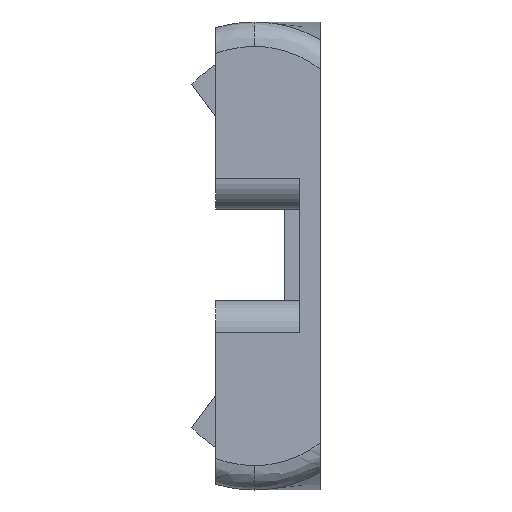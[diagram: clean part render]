
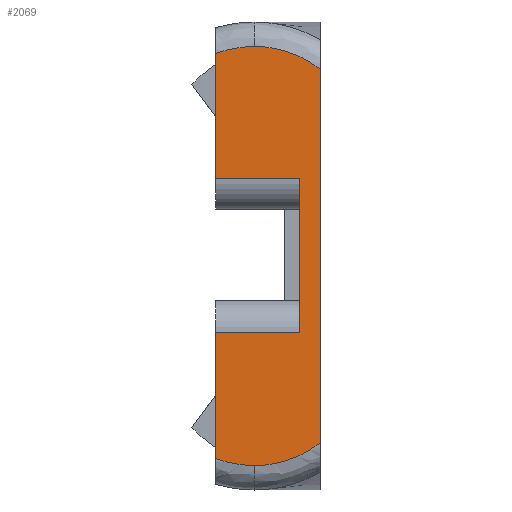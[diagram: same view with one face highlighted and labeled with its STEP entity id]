
A CAD part, front view. The second image highlights one B-rep face of the part: STEP entity #2069.
In plain terms, the highlighted planar face has unit normal (0, -1, 0).
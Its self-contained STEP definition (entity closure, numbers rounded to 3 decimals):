
#117=CIRCLE('',#2202,15.62);
#118=CIRCLE('',#2203,15.332);
#119=CIRCLE('',#2204,15.466);
#120=CIRCLE('',#2205,15.466);
#121=CIRCLE('',#2206,15.332);
#122=CIRCLE('',#2207,15.62);
#205=FACE_OUTER_BOUND('',#310,.T.);
#310=EDGE_LOOP('',(#1446,#1447,#1448,#1449,#1450,#1451,#1452,#1453,#1454,
#1455,#1456,#1457));
#486=LINE('',#3136,#688);
#487=LINE('',#3138,#689);
#488=LINE('',#3140,#690);
#489=LINE('',#3142,#691);
#490=LINE('',#3150,#692);
#491=LINE('',#3157,#693);
#688=VECTOR('',#2481,25.4);
#689=VECTOR('',#2482,25.4);
#690=VECTOR('',#2483,25.4);
#691=VECTOR('',#2484,25.4);
#692=VECTOR('',#2491,25.4);
#693=VECTOR('',#2498,25.4);
#902=VERTEX_POINT('',#3134);
#903=VERTEX_POINT('',#3135);
#904=VERTEX_POINT('',#3137);
#905=VERTEX_POINT('',#3139);
#906=VERTEX_POINT('',#3141);
#907=VERTEX_POINT('',#3143);
#908=VERTEX_POINT('',#3145);
#909=VERTEX_POINT('',#3147);
#910=VERTEX_POINT('',#3149);
#911=VERTEX_POINT('',#3151);
#912=VERTEX_POINT('',#3153);
#913=VERTEX_POINT('',#3155);
#1123=EDGE_CURVE('',#902,#903,#486,.T.);
#1124=EDGE_CURVE('',#903,#904,#487,.F.);
#1125=EDGE_CURVE('',#904,#905,#488,.T.);
#1126=EDGE_CURVE('',#905,#906,#489,.T.);
#1127=EDGE_CURVE('',#907,#906,#117,.T.);
#1128=EDGE_CURVE('',#908,#907,#118,.T.);
#1129=EDGE_CURVE('',#909,#908,#119,.T.);
#1130=EDGE_CURVE('',#909,#910,#490,.T.);
#1131=EDGE_CURVE('',#911,#910,#120,.T.);
#1132=EDGE_CURVE('',#912,#911,#121,.T.);
#1133=EDGE_CURVE('',#913,#912,#122,.T.);
#1134=EDGE_CURVE('',#913,#902,#491,.T.);
#1446=ORIENTED_EDGE('',*,*,#1123,.T.);
#1447=ORIENTED_EDGE('',*,*,#1124,.T.);
#1448=ORIENTED_EDGE('',*,*,#1125,.T.);
#1449=ORIENTED_EDGE('',*,*,#1126,.T.);
#1450=ORIENTED_EDGE('',*,*,#1127,.F.);
#1451=ORIENTED_EDGE('',*,*,#1128,.F.);
#1452=ORIENTED_EDGE('',*,*,#1129,.F.);
#1453=ORIENTED_EDGE('',*,*,#1130,.T.);
#1454=ORIENTED_EDGE('',*,*,#1131,.F.);
#1455=ORIENTED_EDGE('',*,*,#1132,.F.);
#1456=ORIENTED_EDGE('',*,*,#1133,.F.);
#1457=ORIENTED_EDGE('',*,*,#1134,.T.);
#2007=PLANE('',#2201);
#2069=ADVANCED_FACE('',(#205),#2007,.T.);
#2201=AXIS2_PLACEMENT_3D('',#3133,#2479,#2480);
#2202=AXIS2_PLACEMENT_3D('',#3144,#2485,#2486);
#2203=AXIS2_PLACEMENT_3D('',#3146,#2487,#2488);
#2204=AXIS2_PLACEMENT_3D('',#3148,#2489,#2490);
#2205=AXIS2_PLACEMENT_3D('',#3152,#2492,#2493);
#2206=AXIS2_PLACEMENT_3D('',#3154,#2494,#2495);
#2207=AXIS2_PLACEMENT_3D('',#3156,#2496,#2497);
#2479=DIRECTION('center_axis',(0.,-1.,0.));
#2480=DIRECTION('ref_axis',(1.,0.,0.));
#2481=DIRECTION('',(1.,0.,0.));
#2482=DIRECTION('',(0.,0.,1.));
#2483=DIRECTION('',(-1.,0.,0.));
#2484=DIRECTION('',(0.,0.,-1.));
#2485=DIRECTION('center_axis',(0.,1.,0.));
#2486=DIRECTION('ref_axis',(0.,0.,-1.));
#2487=DIRECTION('center_axis',(0.,1.,0.));
#2488=DIRECTION('ref_axis',(0.292,0.,-0.956));
#2489=DIRECTION('center_axis',(0.,1.,0.));
#2490=DIRECTION('ref_axis',(0.615,0.,-0.788));
#2491=DIRECTION('',(0.,0.,1.));
#2492=DIRECTION('center_axis',(0.,1.,0.));
#2493=DIRECTION('ref_axis',(0.292,0.,0.956));
#2494=DIRECTION('center_axis',(0.,1.,0.));
#2495=DIRECTION('ref_axis',(0.,0.,
1.));
#2496=DIRECTION('center_axis',(0.,1.,0.));
#2497=DIRECTION('ref_axis',(-0.354,0.,0.935));
#2498=DIRECTION('',(0.,0.,-1.));
#3133=CARTESIAN_POINT('Origin',(0.017,-158.306,-142.609));
#3134=CARTESIAN_POINT('',(-19.983,-158.306,-131.494));
#3135=CARTESIAN_POINT('',(-7.953,-158.306,-131.494));
#3136=CARTESIAN_POINT('',(-7.5,-158.306,-131.494));
#3137=CARTESIAN_POINT('',(-7.953,-158.306,-153.494));
#3138=CARTESIAN_POINT('',(-7.953,-158.306,-142.551));
#3139=CARTESIAN_POINT('',(-19.983,-158.306,-153.494));
#3140=CARTESIAN_POINT('',(-7.5,-158.306,-153.494));
#3141=CARTESIAN_POINT('',(-19.983,-158.306,-171.597));
#3142=CARTESIAN_POINT('',(-19.983,-158.306,-142.605));
#3143=CARTESIAN_POINT('',(-14.451,-158.306,-172.609));
#3144=CARTESIAN_POINT('Origin',(-14.452,-158.306,-156.989));
#3145=CARTESIAN_POINT('',(-9.983,-158.306,-171.942));
#3146=CARTESIAN_POINT('Origin',(-14.456,-158.306,-157.277));
#3147=CARTESIAN_POINT('',(-4.983,-158.306,-169.344));
#3148=CARTESIAN_POINT('Origin',(-14.495,-158.306,-157.149));
#3149=CARTESIAN_POINT('',(-4.983,-158.306,-115.874));
#3150=CARTESIAN_POINT('',(-4.983,-158.306,-142.605));
#3151=CARTESIAN_POINT('',(-9.983,-158.306,-113.276));
#3152=CARTESIAN_POINT('Origin',(-14.495,-158.306,-128.069));
#3153=CARTESIAN_POINT('',(-14.451,-158.306,-112.609));
#3154=CARTESIAN_POINT('Origin',(-14.456,-158.306,-127.941));
#3155=CARTESIAN_POINT('',(-19.983,-158.306,-113.621));
#3156=CARTESIAN_POINT('Origin',(-14.452,-158.306,-128.229));
#3157=CARTESIAN_POINT('',(-19.983,-158.306,-142.605));
